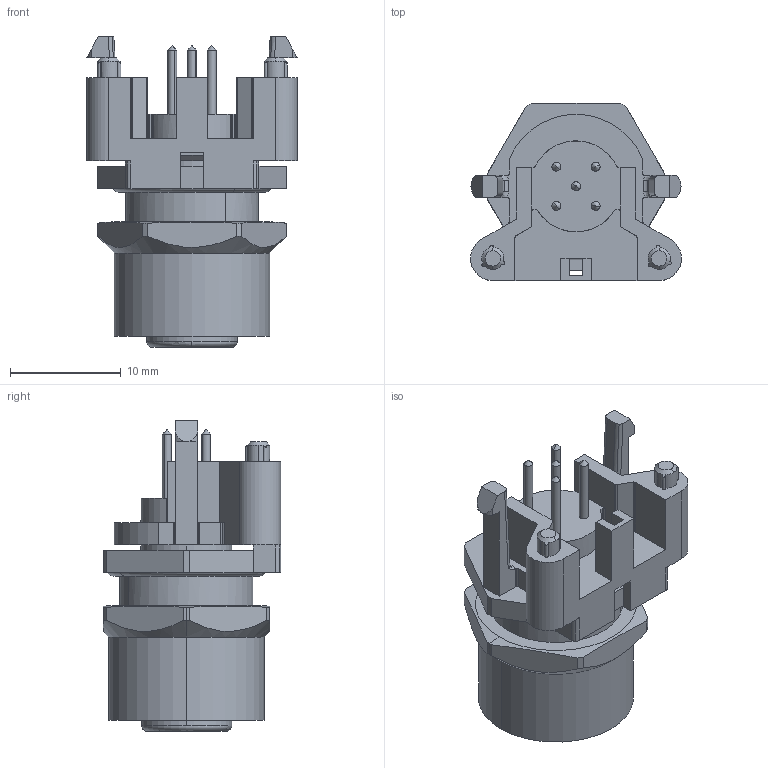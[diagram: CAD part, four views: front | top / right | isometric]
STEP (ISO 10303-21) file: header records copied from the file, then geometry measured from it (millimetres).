
FILE_DESCRIPTION(('CATIA V5R24 STEP','CAx-IF Rec.Pracs.--- Model Styling and Organization---1.2---2011-12-15'),'2;1');
FILE_NAME ('D1461831_0_2422760000_2422760000.stp','2017-05-15T09:13:24+00:00',('none'),('Weidmueller'),'CATIA Version 5-6 Release 2014 SP4 HF52','CATIA V5 STEP AP214','none');
FILE_SCHEMA(('AUTOMOTIVE_DESIGN { 1 0 10303 214 1 1 1 1 }'));
Length unit declared in the file: millimetre
Products named in the file (1): v5-standard_part
Bounding box: 19 x 16 x 28 mm (x, y, z)
Volume: 3069.5 mm3; surface area: 3118.1 mm2
Topology: 1 solids, 1 shells, 379 faces, 1083 edges, 736 vertices
Faces by surface type: cylinder 152, plane 150, bspline 41, cone 24, torus 12
Entity records: 14377 total; most frequent: CARTESIAN_POINT 4817, ORIENTED_EDGE 2166, DIRECTION 1403, EDGE_CURVE 1083, VERTEX_POINT 736, AXIS2_PLACEMENT_3D 555, VECTOR 509, LINE 509
